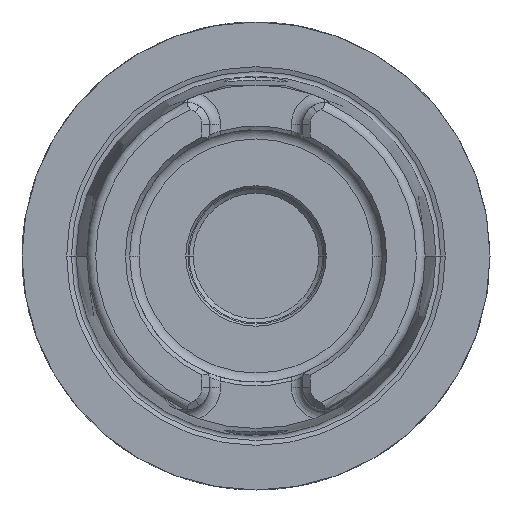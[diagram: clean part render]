
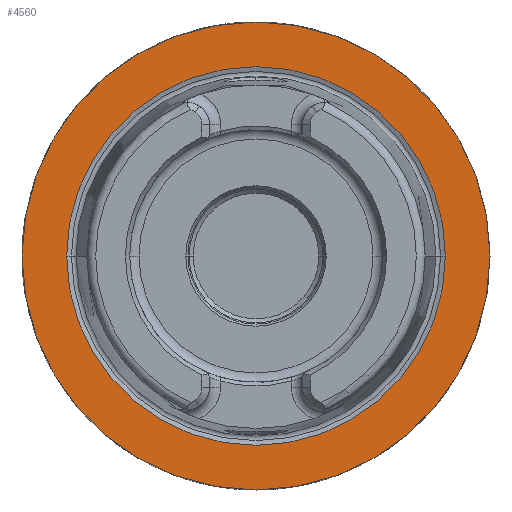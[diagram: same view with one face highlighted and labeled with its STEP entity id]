
A CAD part, left-side view. The second image highlights one B-rep face of the part: STEP entity #4560.
In plain terms, the highlighted planar face has unit normal (-1, 0, 0).
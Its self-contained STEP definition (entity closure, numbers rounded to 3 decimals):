
#1068=CARTESIAN_POINT('',(0.,0.,0.));
#1069=DIRECTION('',(1.,0.,0.));
#1070=DIRECTION('',(0.,1.,0.));
#1071=AXIS2_PLACEMENT_3D('',#1068,#1069,#1070);
#1073=CARTESIAN_POINT('',(0.,0.,0.));
#1074=DIRECTION('',(-1.,0.,0.));
#1075=DIRECTION('',(0.,1.,0.));
#1076=AXIS2_PLACEMENT_3D('',#1073,#1074,#1075);
#1078=CARTESIAN_POINT('',(0.,0.,0.));
#1079=DIRECTION('',(-1.,0.,0.));
#1080=DIRECTION('',(0.,-1.,0.));
#1081=AXIS2_PLACEMENT_3D('',#1078,#1079,#1080);
#1083=CARTESIAN_POINT('',(0.,0.,0.));
#1084=DIRECTION('',(-1.,0.,0.));
#1085=DIRECTION('',(0.,1.,0.));
#1086=AXIS2_PLACEMENT_3D('',#1083,#1084,#1085);
#2809=CARTESIAN_POINT('',(0.,31.5,0.));
#2810=CARTESIAN_POINT('',(0.,-31.5,0.));
#2811=VERTEX_POINT('',#2809);
#2812=VERTEX_POINT('',#2810);
#2837=CARTESIAN_POINT('',(0.,-25.49,0.));
#2838=VERTEX_POINT('',#2837);
#2839=CARTESIAN_POINT('',(0.,25.49,0.));
#2840=VERTEX_POINT('',#2839);
#4545=CARTESIAN_POINT('',(0.,0.,0.));
#4546=DIRECTION('',(1.,0.,0.));
#4547=DIRECTION('',(0.,-1.,0.));
#4548=AXIS2_PLACEMENT_3D('',#4545,#4546,#4547);
#4549=PLANE('',#4548);
#4551=ORIENTED_EDGE('',*,*,#4550,.T.);
#4553=ORIENTED_EDGE('',*,*,#4552,.F.);
#4554=EDGE_LOOP('',(#4551,#4553));
#4555=FACE_OUTER_BOUND('',#4554,.F.);
#4556=ORIENTED_EDGE('',*,*,#4540,.T.);
#4557=ORIENTED_EDGE('',*,*,#4524,.T.);
#4558=EDGE_LOOP('',(#4556,#4557));
#4559=FACE_BOUND('',#4558,.F.);
#4560=ADVANCED_FACE('',(#4555,#4559),#4549,.F.);
#1072=CIRCLE('',#1071,31.5);
#1077=CIRCLE('',#1076,31.5);
#1082=CIRCLE('',#1081,25.49);
#1087=CIRCLE('',#1086,25.49);
#4524=EDGE_CURVE('',#2840,#2838,#1087,.T.);
#4540=EDGE_CURVE('',#2838,#2840,#1082,.T.);
#4550=EDGE_CURVE('',#2811,#2812,#1072,.T.);
#4552=EDGE_CURVE('',#2811,#2812,#1077,.T.);
